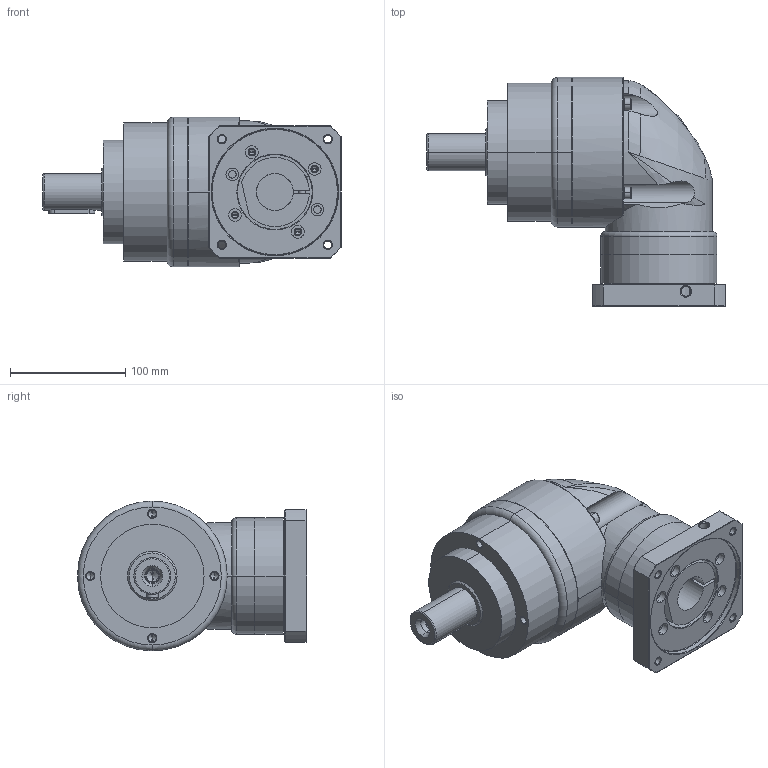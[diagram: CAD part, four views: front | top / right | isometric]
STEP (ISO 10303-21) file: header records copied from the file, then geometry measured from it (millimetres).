
FILE_DESCRIPTION((''),'2;1');
FILE_NAME('AER1201-P0403401001_ASM','2008-09-05T',('d00080'),(''),'PRO/ENGINEER BY PARAMETRIC TECHNOLOGY CORPORATION, 2006170','PRO/ENGINEER BY PARAMETRIC TECHNOLOGY CORPORATION, 2006170','');
FILE_SCHEMA(('CONFIG_CONTROL_DESIGN'));
Length unit declared in the file: millimetre
Products named in the file (8): AE120-1; PD140001; 233100004; 220100708; HOUSING-SET-4_ASM; P1305400001; P0403401001; AER1201-P0403401001_ASM
Assembly tree (13 placements, depth 3):
  AER1201-P0403401001_ASM
    AE120-1
    HOUSING-SET-4_ASM
      PD140001
      233100004  x4
      220100708  x4
    P1305400001
    P0403401001
Bounding box: 259 x 199 x 130 mm (x, y, z)
Volume: 2451313.4 mm3; surface area: 235959.5 mm2
Topology: 12 solids, 34 shells, 529 faces, 1221 edges, 747 vertices
Faces by surface type: cylinder 238, plane 152, cone 96, torus 25, bspline 18
Entity records: 13216 total; most frequent: CARTESIAN_POINT 3281, DIRECTION 2236, ORIENTED_EDGE 1814, EDGE_CURVE 951, AXIS2_PLACEMENT_3D 939, VERTEX_POINT 609, EDGE_LOOP 514, CIRCLE 504
